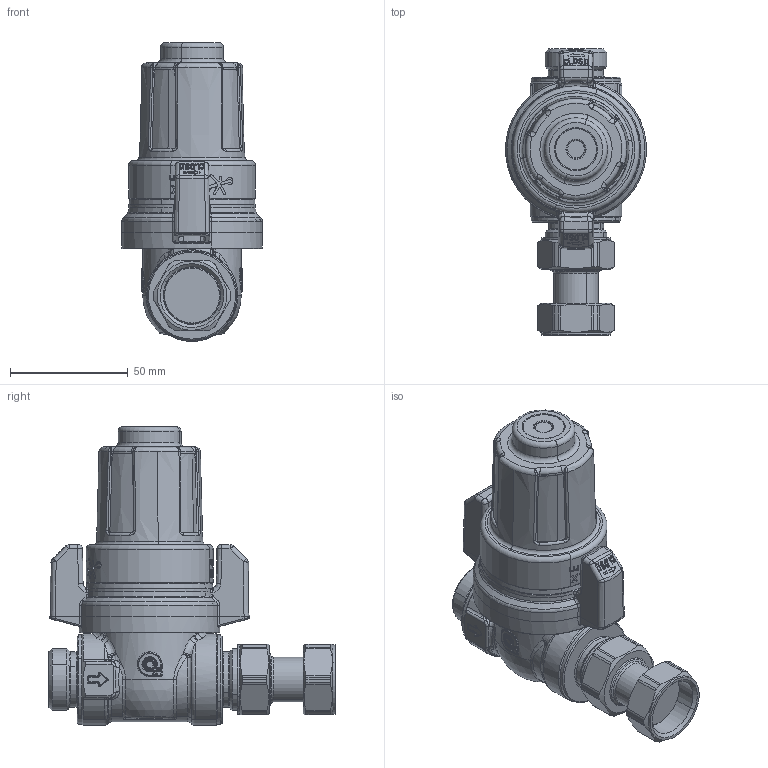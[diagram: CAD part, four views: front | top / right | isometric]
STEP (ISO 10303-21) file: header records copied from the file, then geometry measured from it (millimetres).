
FILE_DESCRIPTION(('CATIA V5 STEP Exchange','CAx-IF Rec.Pracs.--- Model Styling and Organization---1.4--- 2014-01-23','CAx-IF Rec.Pracs.---3D Tessellated Data Validation Properties---0.5---2014-09-14'),'2;1');
FILE_NAME('STEP_545910_-_TST.stp','2022-08-22T14:11:27+00:00',('none'),('none'),'CATIA Version 5-6 Release 2019 SP3','CATIA V5 STEP AP242 v1','none');
FILE_SCHEMA(('AP242_MANAGED_MODEL_BASED_3D_ENGINEERING_MIM_LF {1 0 10303 442 1 1 4}'));
Products named in the file (1): 545910 - TST
Bounding box: 59.8 x 121.6 x 127.1 mm (x, y, z)
Volume: 271825.1 mm3; surface area: 39904.5 mm2
Topology: 1 solids, 14 shells, 1759 faces, 4482 edges, 2736 vertices
Faces by surface type: bspline 468, plane 395, cylinder 387, extrusion 289, cone 107, torus 83, sphere 30
Entity records: 81725 total; most frequent: CARTESIAN_POINT 47238, ORIENTED_EDGE 8832, EDGE_CURVE 4416, DIRECTION 3798, VERTEX_POINT 2736, B_SPLINE_CURVE_WITH_KNOTS 2714, EDGE_LOOP 1816, ADVANCED_FACE 1759
